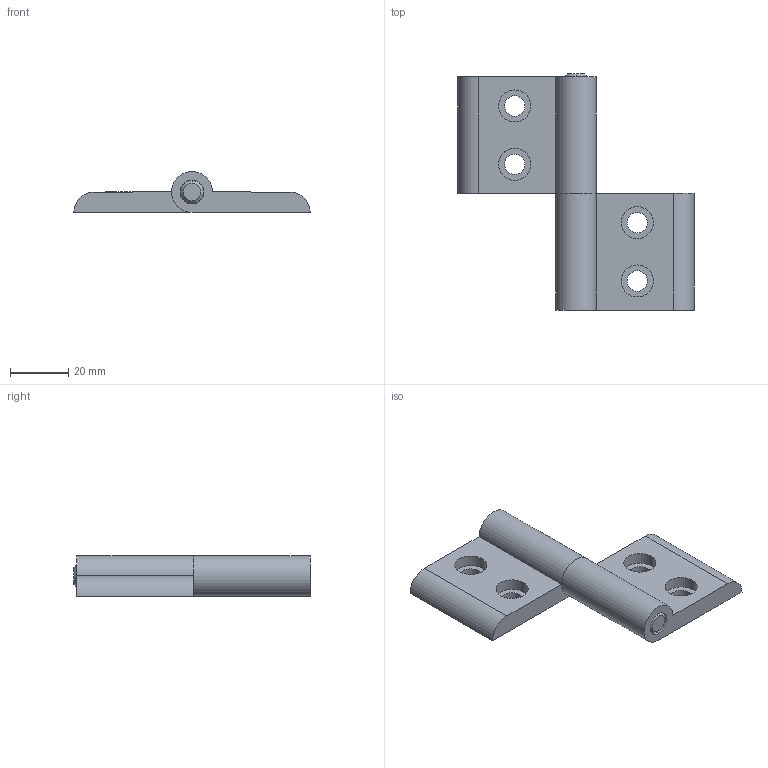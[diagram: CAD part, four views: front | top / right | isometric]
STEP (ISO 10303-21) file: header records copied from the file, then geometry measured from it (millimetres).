
FILE_DESCRIPTION (( 'STEP AP203' ), '1' );
FILE_NAME ('084.500.016.STEP', '2015-02-10T15:37:46', ( '' ), ( '' ), 'SwSTEP 2.0', 'SolidWorks 2012', '' );
FILE_SCHEMA (( 'CONFIG_CONTROL_DESIGN' ));
Length unit declared in the file: millimetre
Products named in the file (3): 084.500.016; PERNO CERNIERA_084.500.001.B; SEMI CERNIERA_084.500.016A
Assembly tree (3 placements, depth 2):
  084.500.016
    SEMI CERNIERA_084.500.016A  x2
    PERNO CERNIERA_084.500.001.B
Bounding box: 81 x 81 x 14 mm (x, y, z)
Volume: 28908.1 mm3; surface area: 14935.3 mm2
Topology: 3 solids, 3 shells, 166 faces, 384 edges, 228 vertices
Faces by surface type: plane 134, cylinder 28, cone 4
Entity records: 4459 total; most frequent: DIRECTION 766, CARTESIAN_POINT 696, ORIENTED_EDGE 684, EDGE_CURVE 342, AXIS2_PLACEMENT_3D 270, LINE 226, VECTOR 226, VERTEX_POINT 200
